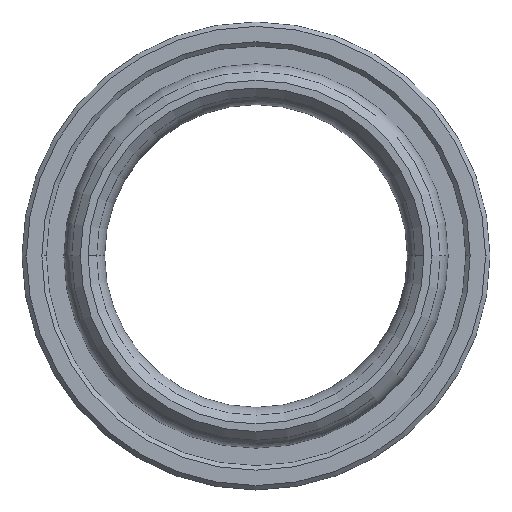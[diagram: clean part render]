
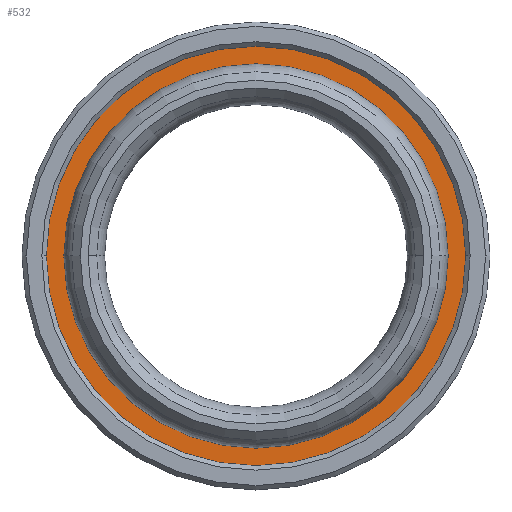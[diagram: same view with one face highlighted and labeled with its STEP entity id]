
A CAD part, top view. The second image highlights one B-rep face of the part: STEP entity #532.
In plain terms, the highlighted planar face has unit normal (0, 0, 1).
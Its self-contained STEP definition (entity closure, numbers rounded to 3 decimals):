
#7 = DIRECTION ( 'NONE',  ( 0., 0., 1. ) ) ;
#38 = DIRECTION ( 'NONE',  ( 0., 0., -1. ) ) ;
#43 = VERTEX_POINT ( 'NONE', #86 ) ;
#52 = AXIS2_PLACEMENT_3D ( 'NONE', #765, #38, #167 ) ;
#56 = DIRECTION ( 'NONE',  ( 1., 0., 0. ) ) ;
#57 = ORIENTED_EDGE ( 'NONE', *, *, #218, .F. ) ;
#60 = DIRECTION ( 'NONE',  ( 1., 0., 0. ) ) ;
#86 = CARTESIAN_POINT ( 'NONE',  ( -38.1, 0., -6. ) ) ;
#111 = ORIENTED_EDGE ( 'NONE', *, *, #724, .F. ) ;
#167 = DIRECTION ( 'NONE',  ( -1., 0., 0. ) ) ;
#206 = ORIENTED_EDGE ( 'NONE', *, *, #647, .T. ) ;
#218 = EDGE_CURVE ( 'NONE', #381, #621, #465, .T. ) ;
#240 = EDGE_LOOP ( 'NONE', ( #111, #57 ) ) ;
#256 = CIRCLE ( 'NONE', #382, 38.1 ) ;
#282 = AXIS2_PLACEMENT_3D ( 'NONE', #531, #363, #367 ) ;
#290 = FACE_OUTER_BOUND ( 'NONE', #584, .T. ) ;
#363 = DIRECTION ( 'NONE',  ( 0., 0., 1. ) ) ;
#367 = DIRECTION ( 'NONE',  ( 1., 0., 0. ) ) ;
#380 = DIRECTION ( 'NONE',  ( 0., 0., 1. ) ) ;
#381 = VERTEX_POINT ( 'NONE', #671 ) ;
#382 = AXIS2_PLACEMENT_3D ( 'NONE', #473, #778, #56 ) ;
#405 = FACE_BOUND ( 'NONE', #240, .T. ) ;
#410 = PLANE ( 'NONE',  #52 ) ;
#425 = ORIENTED_EDGE ( 'NONE', *, *, #673, .T. ) ;
#465 = CIRCLE ( 'NONE', #567, 34.9 ) ;
#471 = CARTESIAN_POINT ( 'NONE',  ( 38.1, 0., -6. ) ) ;
#473 = CARTESIAN_POINT ( 'NONE',  ( 0., 0., -6. ) ) ;
#510 = CIRCLE ( 'NONE', #636, 34.9 ) ;
#531 = CARTESIAN_POINT ( 'NONE',  ( 0., 0., -6. ) ) ;
#532 = ADVANCED_FACE ( 'NONE', ( #405, #290 ), #410, .F. ) ;
#551 = DIRECTION ( 'NONE',  ( 1., 0., 0. ) ) ;
#567 = AXIS2_PLACEMENT_3D ( 'NONE', #735, #380, #551 ) ;
#584 = EDGE_LOOP ( 'NONE', ( #425, #206 ) ) ;
#600 = CARTESIAN_POINT ( 'NONE',  ( 0., 0., -6. ) ) ;
#621 = VERTEX_POINT ( 'NONE', #634 ) ;
#634 = CARTESIAN_POINT ( 'NONE',  ( 34.9, 0., -6. ) ) ;
#636 = AXIS2_PLACEMENT_3D ( 'NONE', #600, #7, #60 ) ;
#647 = EDGE_CURVE ( 'NONE', #43, #708, #650, .T. ) ;
#650 = CIRCLE ( 'NONE', #282, 38.1 ) ;
#671 = CARTESIAN_POINT ( 'NONE',  ( -34.9, 0., -6. ) ) ;
#673 = EDGE_CURVE ( 'NONE', #708, #43, #256, .T. ) ;
#708 = VERTEX_POINT ( 'NONE', #471 ) ;
#724 = EDGE_CURVE ( 'NONE', #621, #381, #510, .T. ) ;
#735 = CARTESIAN_POINT ( 'NONE',  ( 0., 0., -6. ) ) ;
#765 = CARTESIAN_POINT ( 'NONE',  ( 0., 34.9, -6. ) ) ;
#778 = DIRECTION ( 'NONE',  ( 0., 0., 1. ) ) ;
